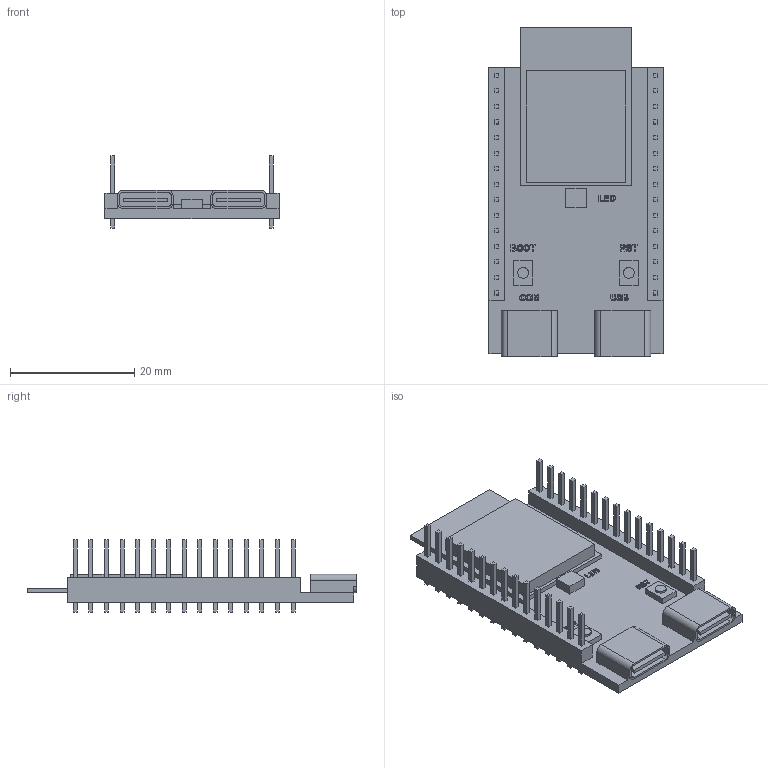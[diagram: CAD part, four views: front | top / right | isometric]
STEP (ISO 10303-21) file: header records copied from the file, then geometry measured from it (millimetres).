
FILE_DESCRIPTION(/* description */ (''),/* implementation_level */ '2;1');
FILE_NAME(/* name */ 'ESP32-C6-WROOM-1 Microcontroller.step',/* time_stamp */ '2026-02-23T19:26:35-05:00',/* author */ (''),/* organization */ (''),/* preprocessor_version */ 'ST-DEVELOPER v20.1',/* originating_system */ 'Autodesk Translation Framework v14.24.0.0',/* authorisation */ '');
FILE_SCHEMA (('AUTOMOTIVE_DESIGN { 1 0 10303 214 3 1 1 }'));
Length unit declared in the file: millimetre
Products named in the file (1): 2026-01-23-20-42-29-664
Bounding box: 28 x 53 x 11.6 mm (x, y, z)
Volume: 3959.9 mm3; surface area: 4713.6 mm2
Topology: 1 solids, 1 shells, 729 faces, 1894 edges, 1262 vertices
Faces by surface type: plane 491, bspline 220, cylinder 18
Full cylindrical faces by diameter (mm): 1.75 x2
Entity records: 24081 total; most frequent: CARTESIAN_POINT 7626, ORIENTED_EDGE 3788, DIRECTION 2510, EDGE_CURVE 1894, LINE 1418, VECTOR 1418, VERTEX_POINT 1262, EDGE_LOOP 824
